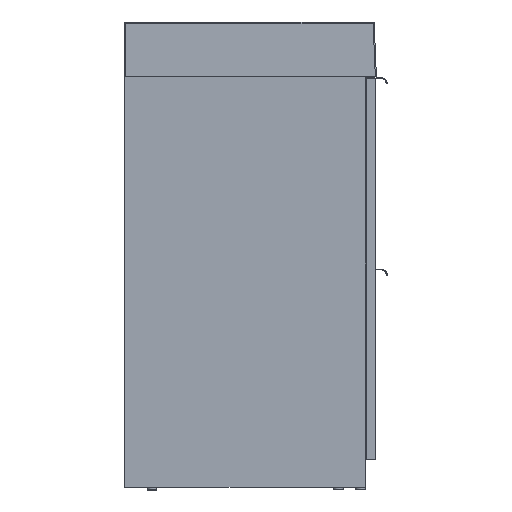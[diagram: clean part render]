
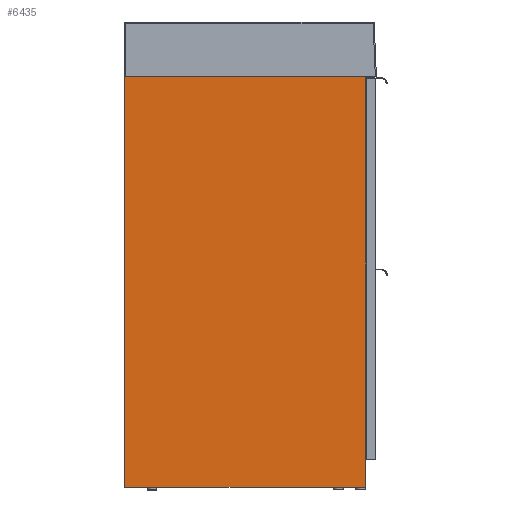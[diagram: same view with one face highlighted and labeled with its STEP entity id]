
A CAD part, left-side view. The second image highlights one B-rep face of the part: STEP entity #6435.
In plain terms, the highlighted face is planar.
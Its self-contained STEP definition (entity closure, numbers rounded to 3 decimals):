
#1113=FACE_OUTER_BOUND('',#1527,.T.);
#1527=EDGE_LOOP('',(#4903,#4904,#4905,#4906));
#2106=LINE('',#9732,#2596);
#2110=LINE('',#9740,#2600);
#2113=LINE('',#9746,#2603);
#2116=LINE('',#9751,#2606);
#2596=VECTOR('',#8019,1.);
#2600=VECTOR('',#8025,1.);
#2603=VECTOR('',#8030,1.);
#2606=VECTOR('',#8035,1.);
#2988=VERTEX_POINT('',#9730);
#2989=VERTEX_POINT('',#9731);
#2992=VERTEX_POINT('',#9739);
#2994=VERTEX_POINT('',#9745);
#3662=EDGE_CURVE('',#2988,#2989,#2106,.T.);
#3666=EDGE_CURVE('',#2992,#2988,#2110,.T.);
#3669=EDGE_CURVE('',#2994,#2992,#2113,.T.);
#3672=EDGE_CURVE('',#2989,#2994,#2116,.T.);
#4903=ORIENTED_EDGE('',*,*,#3672,.T.);
#4904=ORIENTED_EDGE('',*,*,#3669,.T.);
#4905=ORIENTED_EDGE('',*,*,#3666,.T.);
#4906=ORIENTED_EDGE('',*,*,#3662,.T.);
#6217=PLANE('',#6963);
#6435=ADVANCED_FACE('',(#1113),#6217,.T.);
#6963=AXIS2_PLACEMENT_3D('',#9753,#8037,#8038);
#8019=DIRECTION('',(0.,0.,-1.));
#8025=DIRECTION('',(0.,-1.,0.));
#8030=DIRECTION('',(0.,0.,1.));
#8035=DIRECTION('',(0.,1.,0.));
#8037=DIRECTION('center_axis',(1.,0.,0.));
#8038=DIRECTION('ref_axis',(0.,0.,-1.));
#9730=CARTESIAN_POINT('',(-16.766,-464.827,0.));
#9731=CARTESIAN_POINT('',(-16.766,-464.827,-750.));
#9732=CARTESIAN_POINT('',(-16.766,-464.827,0.));
#9739=CARTESIAN_POINT('',(-16.766,-24.827,0.));
#9740=CARTESIAN_POINT('',(-16.766,-24.827,0.));
#9745=CARTESIAN_POINT('',(-16.766,-24.827,-750.));
#9746=CARTESIAN_POINT('',(-16.766,-24.827,-750.));
#9751=CARTESIAN_POINT('',(-16.766,-464.827,-750.));
#9753=CARTESIAN_POINT('Origin',(-16.766,-244.827,-375.));
